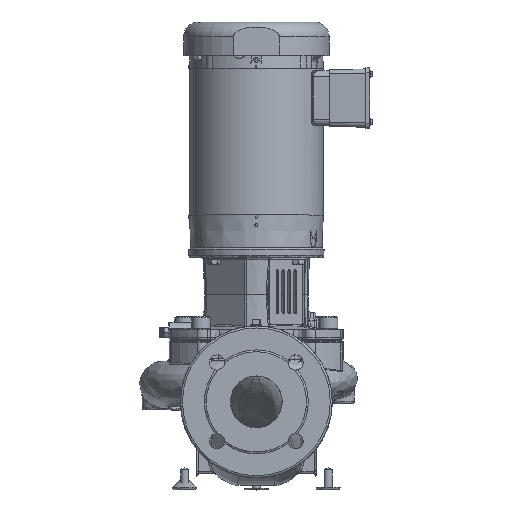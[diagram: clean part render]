
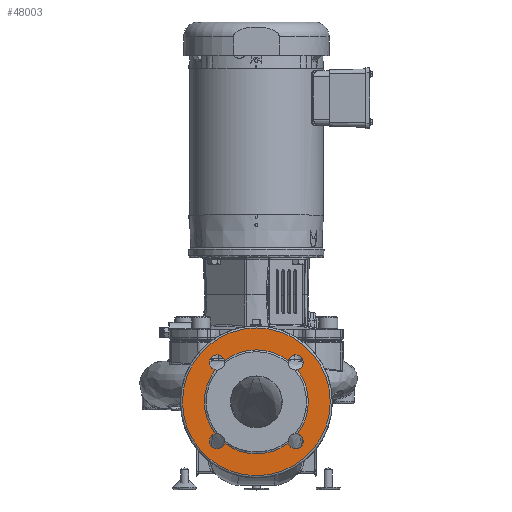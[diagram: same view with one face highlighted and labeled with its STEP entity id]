
A CAD part, top view. The second image highlights one B-rep face of the part: STEP entity #48003.
In plain terms, the highlighted planar face has unit normal (0, 0, 1).
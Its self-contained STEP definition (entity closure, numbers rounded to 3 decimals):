
#784=FACE_BOUND('',#14165,.T.);
#1027=CIRCLE('',#50677,2.569);
#1029=CIRCLE('',#50680,2.569);
#1037=CIRCLE('',#50690,3.652);
#1038=CIRCLE('',#50691,3.652);
#1087=CIRCLE('',#50800,0.375);
#1088=CIRCLE('',#50801,2.569);
#1089=CIRCLE('',#50802,0.375);
#1090=CIRCLE('',#50803,2.569);
#1091=CIRCLE('',#50804,0.375);
#1092=CIRCLE('',#50805,0.375);
#1093=CIRCLE('',#50806,0.375);
#1094=CIRCLE('',#50807,0.375);
#3087=PLANE('',#50799);
#11476=FACE_OUTER_BOUND('',#14164,.T.);
#14164=EDGE_LOOP('',(#31561,#31562));
#14165=EDGE_LOOP('',(#31563,#31564,#31565,#31566,#31567,#31568,#31569,#31570,
#31571,#31572));
#18723=VERTEX_POINT('',#68899);
#18724=VERTEX_POINT('',#68908);
#18726=VERTEX_POINT('',#68921);
#18727=VERTEX_POINT('',#68922);
#18742=VERTEX_POINT('',#69189);
#18743=VERTEX_POINT('',#69191);
#18945=VERTEX_POINT('',#75240);
#18946=VERTEX_POINT('',#75242);
#18947=VERTEX_POINT('',#75244);
#18948=VERTEX_POINT('',#75246);
#18949=VERTEX_POINT('',#75248);
#18950=VERTEX_POINT('',#75251);
#23524=EDGE_CURVE('',#18723,#18724,#1027,.T.);
#23527=EDGE_CURVE('',#18726,#18727,#1029,.T.);
#23546=EDGE_CURVE('',#18742,#18743,#1037,.T.);
#23547=EDGE_CURVE('',#18743,#18742,#1038,.T.);
#23859=EDGE_CURVE('',#18723,#18945,#1087,.T.);
#23860=EDGE_CURVE('',#18945,#18946,#1088,.T.);
#23861=EDGE_CURVE('',#18946,#18947,#1089,.T.);
#23862=EDGE_CURVE('',#18948,#18947,#1090,.T.);
#23863=EDGE_CURVE('',#18948,#18949,#1091,.T.);
#23864=EDGE_CURVE('',#18949,#18727,#1092,.T.);
#23865=EDGE_CURVE('',#18726,#18950,#1093,.T.);
#23866=EDGE_CURVE('',#18950,#18724,#1094,.T.);
#31561=ORIENTED_EDGE('',*,*,#23547,.F.);
#31562=ORIENTED_EDGE('',*,*,#23546,.F.);
#31563=ORIENTED_EDGE('',*,*,#23524,.F.);
#31564=ORIENTED_EDGE('',*,*,#23859,.T.);
#31565=ORIENTED_EDGE('',*,*,#23860,.T.);
#31566=ORIENTED_EDGE('',*,*,#23861,.T.);
#31567=ORIENTED_EDGE('',*,*,#23862,.F.);
#31568=ORIENTED_EDGE('',*,*,#23863,.T.);
#31569=ORIENTED_EDGE('',*,*,#23864,.T.);
#31570=ORIENTED_EDGE('',*,*,#23527,.F.);
#31571=ORIENTED_EDGE('',*,*,#23865,.T.);
#31572=ORIENTED_EDGE('',*,*,#23866,.T.);
#48003=ADVANCED_FACE('',(#11476,#784),#3087,.F.);
#50677=AXIS2_PLACEMENT_3D('',#68909,#55236,#55237);
#50680=AXIS2_PLACEMENT_3D('',#68923,#55242,#55243);
#50690=AXIS2_PLACEMENT_3D('',#69192,#55262,#55263);
#50691=AXIS2_PLACEMENT_3D('',#69193,#55264,#55265);
#50799=AXIS2_PLACEMENT_3D('',#75239,#55582,#55583);
#50800=AXIS2_PLACEMENT_3D('',#75241,#55584,#55585);
#50801=AXIS2_PLACEMENT_3D('',#75243,#55586,#55587);
#50802=AXIS2_PLACEMENT_3D('',#75245,#55588,#55589);
#50803=AXIS2_PLACEMENT_3D('',#75247,#55590,#55591);
#50804=AXIS2_PLACEMENT_3D('',#75249,#55592,#55593);
#50805=AXIS2_PLACEMENT_3D('',#75250,#55594,#55595);
#50806=AXIS2_PLACEMENT_3D('',#75252,#55596,#55597);
#50807=AXIS2_PLACEMENT_3D('',#75253,#55598,#55599);
#55236=DIRECTION('center_axis',(0.,0.,
1.));
#55237=DIRECTION('ref_axis',(-0.789,-0.615,0.));
#55242=DIRECTION('center_axis',(0.,0.,
1.));
#55243=DIRECTION('ref_axis',(0.615,-0.789,0.));
#55262=DIRECTION('center_axis',(0.,0.,
-1.));
#55263=DIRECTION('ref_axis',(1.,0.,0.));
#55264=DIRECTION('center_axis',(0.,0.,
-1.));
#55265=DIRECTION('ref_axis',(1.,0.,0.));
#55582=DIRECTION('center_axis',(0.,0.,
-1.));
#55583=DIRECTION('ref_axis',(0.,1.,0.));
#55584=DIRECTION('center_axis',(0.,0.,
-1.));
#55585=DIRECTION('ref_axis',(0.,1.,0.));
#55586=DIRECTION('center_axis',(0.,0.,
-1.));
#55587=DIRECTION('ref_axis',(0.615,0.789,0.));
#55588=DIRECTION('center_axis',(0.,0.,
-1.));
#55589=DIRECTION('ref_axis',(0.,1.,0.));
#55590=DIRECTION('center_axis',(0.,0.,
1.));
#55591=DIRECTION('ref_axis',(0.789,0.615,0.));
#55592=DIRECTION('center_axis',(0.,0.,
-1.));
#55593=DIRECTION('ref_axis',(0.,1.,0.));
#55594=DIRECTION('center_axis',(0.,0.,
-1.));
#55595=DIRECTION('ref_axis',(0.,1.,0.));
#55596=DIRECTION('center_axis',(0.,0.,
-1.));
#55597=DIRECTION('ref_axis',(0.,1.,0.));
#55598=DIRECTION('center_axis',(0.,0.,
-1.));
#55599=DIRECTION('ref_axis',(0.,1.,0.));
#68899=CARTESIAN_POINT('',(-2.027,-1.474,8.941));
#68908=CARTESIAN_POINT('',(-2.027,-4.631,8.941));
#68909=CARTESIAN_POINT('Origin',(0.,-3.053,
8.941));
#68921=CARTESIAN_POINT('',(-1.579,-5.079,8.941));
#68922=CARTESIAN_POINT('',(1.579,-5.079,8.941));
#68923=CARTESIAN_POINT('Origin',(0.,-3.053,
8.941));
#69189=CARTESIAN_POINT('',(0.,-6.704,8.941));
#69191=CARTESIAN_POINT('',(3.652,-3.053,8.941));
#69192=CARTESIAN_POINT('Origin',(0.,-3.053,8.941));
#69193=CARTESIAN_POINT('Origin',(0.,-3.053,8.941));
#75239=CARTESIAN_POINT('Origin',(-4.125,1.072,8.941));
#75240=CARTESIAN_POINT('',(-1.579,-1.026,8.941));
#75241=CARTESIAN_POINT('Origin',(-1.945,-1.108,8.941));
#75242=CARTESIAN_POINT('',(1.579,-1.026,8.941));
#75243=CARTESIAN_POINT('Origin',(0.,-3.053,
8.941));
#75244=CARTESIAN_POINT('',(2.027,-1.474,8.941));
#75245=CARTESIAN_POINT('Origin',(1.945,-1.108,8.941));
#75246=CARTESIAN_POINT('',(2.027,-4.631,8.941));
#75247=CARTESIAN_POINT('Origin',(0.,-3.053,
8.941));
#75248=CARTESIAN_POINT('',(1.945,-5.372,8.941));
#75249=CARTESIAN_POINT('Origin',(1.945,-4.997,8.941));
#75250=CARTESIAN_POINT('Origin',(1.945,-4.997,8.941));
#75251=CARTESIAN_POINT('',(-1.945,-5.372,8.941));
#75252=CARTESIAN_POINT('Origin',(-1.945,-4.997,8.941));
#75253=CARTESIAN_POINT('Origin',(-1.945,-4.997,8.941));
